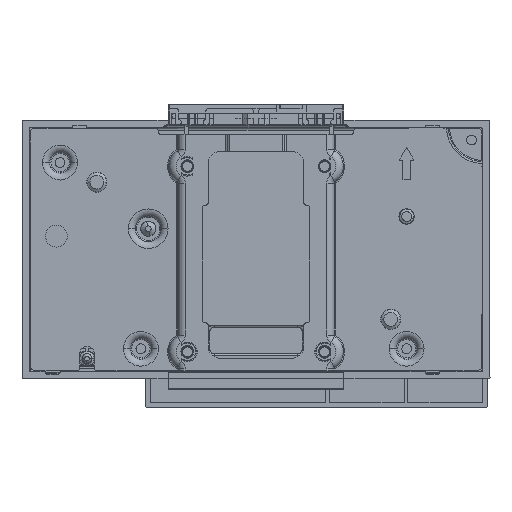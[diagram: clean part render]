
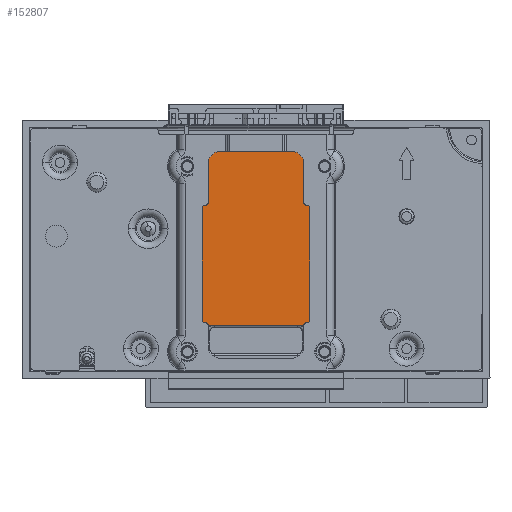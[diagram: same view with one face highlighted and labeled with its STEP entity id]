
A CAD part, front view. The second image highlights one B-rep face of the part: STEP entity #152807.
In plain terms, the highlighted planar face has unit normal (0, -1, 0).
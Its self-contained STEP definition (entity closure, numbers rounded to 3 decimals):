
#56228=DIRECTION('',(1.,0.,0.));
#56229=VECTOR('',#56228,29.);
#56230=CARTESIAN_POINT('',(-14.5,158.708,
140.1));
#56231=LINE('',#56230,#56229);
#56232=CARTESIAN_POINT('',(14.5,158.706,135.1));
#56233=DIRECTION('',(0.,1.,0.));
#56234=DIRECTION('',(0.,0.,1.));
#56235=AXIS2_PLACEMENT_3D('',#56232,#56233,#56234);
#56237=CARTESIAN_POINT('',(20.5,158.705,119.1));
#56238=DIRECTION('',(0.,-1.,0.));
#56239=DIRECTION('',(-1.,0.,0.));
#56240=AXIS2_PLACEMENT_3D('',#56237,#56238,#56239);
#56242=CARTESIAN_POINT('',(21.,158.705,117.1));
#56243=DIRECTION('',(0.,1.,0.));
#56244=DIRECTION('',(0.,0.,1.));
#56245=AXIS2_PLACEMENT_3D('',#56242,#56243,#56244);
#56247=CARTESIAN_POINT('',(21.,158.705,71.1));
#56248=DIRECTION('',(0.,1.,0.));
#56249=DIRECTION('',(1.,0.,0.));
#56250=AXIS2_PLACEMENT_3D('',#56247,#56248,#56249);
#56252=CARTESIAN_POINT('',(20.5,158.705,69.1));
#56253=DIRECTION('',(0.,-1.,0.));
#56254=DIRECTION('',(0.,0.,1.));
#56255=AXIS2_PLACEMENT_3D('',#56252,#56253,#56254);
#56257=CARTESIAN_POINT('',(-20.5,158.709,
69.1));
#56258=DIRECTION('',(0.,-1.,0.));
#56259=DIRECTION('',(0.999,0.,0.053));
#56260=AXIS2_PLACEMENT_3D('',#56257,#56258,#56259);
#56262=CARTESIAN_POINT('',(-21.,158.709,
71.1));
#56263=DIRECTION('',(0.,1.,0.));
#56264=DIRECTION('',(0.,0.,-1.));
#56265=AXIS2_PLACEMENT_3D('',#56262,#56263,#56264);
#56267=CARTESIAN_POINT('',(-21.,158.709,
117.1));
#56268=DIRECTION('',(0.,1.,0.));
#56269=DIRECTION('',(-1.,0.,0.));
#56270=AXIS2_PLACEMENT_3D('',#56267,#56268,#56269);
#56272=CARTESIAN_POINT('',(-20.5,158.709,
119.1));
#56273=DIRECTION('',(0.,-1.,0.));
#56274=DIRECTION('',(0.,0.,-1.));
#56275=AXIS2_PLACEMENT_3D('',#56272,#56273,#56274);
#56277=CARTESIAN_POINT('',(-14.5,158.708,
135.1));
#56278=DIRECTION('',(0.,1.,0.));
#56279=DIRECTION('',(-1.,0.,0.));
#56280=AXIS2_PLACEMENT_3D('',#56277,#56278,#56279);
#56286=DIRECTION('',(0.,0.,1.));
#56287=VECTOR('',#56286,16.);
#56288=CARTESIAN_POINT('',(19.5,158.705,119.1));
#56289=LINE('',#56288,#56287);
#56302=DIRECTION('',(-1.,0.,0.));
#56303=VECTOR('',#56302,0.5);
#56304=CARTESIAN_POINT('',(21.,158.705,118.1));
#56305=LINE('',#56304,#56303);
#56318=DIRECTION('',(0.,0.,1.));
#56319=VECTOR('',#56318,46.);
#56320=CARTESIAN_POINT('',(22.,158.705,71.1));
#56321=LINE('',#56320,#56319);
#56334=DIRECTION('',(1.,0.,0.));
#56335=VECTOR('',#56334,0.5);
#56336=CARTESIAN_POINT('',(20.5,158.705,70.1));
#56337=LINE('',#56336,#56335);
#56416=DIRECTION('',(1.,0.,0.));
#56417=VECTOR('',#56416,39.003);
#56418=CARTESIAN_POINT('',(-19.501,158.709,
69.153));
#56419=LINE('',#56418,#56417);
#74740=DIRECTION('',(1.,0.,0.));
#74741=VECTOR('',#74740,0.5);
#74742=CARTESIAN_POINT('',(-21.,158.709,
70.1));
#74743=LINE('',#74742,#74741);
#74756=DIRECTION('',(0.,0.,-1.));
#74757=VECTOR('',#74756,46.);
#74758=CARTESIAN_POINT('',(-22.,158.709,
117.1));
#74759=LINE('',#74758,#74757);
#74772=DIRECTION('',(-1.,0.,0.));
#74773=VECTOR('',#74772,0.5);
#74774=CARTESIAN_POINT('',(-20.5,158.709,
118.1));
#74775=LINE('',#74774,#74773);
#74788=DIRECTION('',(0.,0.,-1.));
#74789=VECTOR('',#74788,16.);
#74790=CARTESIAN_POINT('',(-19.5,158.709,
135.1));
#74791=LINE('',#74790,#74789);
#121810=CARTESIAN_POINT('',(-14.5,158.708,
140.1));
#121811=CARTESIAN_POINT('',(14.5,158.706,
140.1));
#121812=VERTEX_POINT('',#121810);
#121813=VERTEX_POINT('',#121811);
#121824=CARTESIAN_POINT('',(-19.501,158.709,
69.153));
#121825=CARTESIAN_POINT('',(19.501,158.705,
69.153));
#121826=VERTEX_POINT('',#121824);
#121827=VERTEX_POINT('',#121825);
#121828=CARTESIAN_POINT('',(19.5,158.705,
135.1));
#121829=VERTEX_POINT('',#121828);
#121830=CARTESIAN_POINT('',(19.5,158.705,
119.1));
#121831=VERTEX_POINT('',#121830);
#121832=CARTESIAN_POINT('',(20.5,158.705,
118.1));
#121833=VERTEX_POINT('',#121832);
#121834=CARTESIAN_POINT('',(21.,158.705,
118.1));
#121835=VERTEX_POINT('',#121834);
#121836=CARTESIAN_POINT('',(22.,158.705,
117.1));
#121837=VERTEX_POINT('',#121836);
#121838=CARTESIAN_POINT('',(22.,158.705,
71.1));
#121839=VERTEX_POINT('',#121838);
#121840=CARTESIAN_POINT('',(21.,158.705,
70.1));
#121841=VERTEX_POINT('',#121840);
#121842=CARTESIAN_POINT('',(20.5,158.705,
70.1));
#121843=VERTEX_POINT('',#121842);
#121858=CARTESIAN_POINT('',(-20.5,158.709,
70.1));
#121859=VERTEX_POINT('',#121858);
#126879=CARTESIAN_POINT('',(-21.,158.709,
70.1));
#126880=VERTEX_POINT('',#126879);
#126881=CARTESIAN_POINT('',(-22.,158.709,
71.1));
#126882=VERTEX_POINT('',#126881);
#126883=CARTESIAN_POINT('',(-22.,158.709,
117.1));
#126884=VERTEX_POINT('',#126883);
#126885=CARTESIAN_POINT('',(-21.,158.709,
118.1));
#126886=VERTEX_POINT('',#126885);
#126887=CARTESIAN_POINT('',(-20.5,158.709,
118.1));
#126888=VERTEX_POINT('',#126887);
#126889=CARTESIAN_POINT('',(-19.5,158.709,
119.1));
#126890=VERTEX_POINT('',#126889);
#126891=CARTESIAN_POINT('',(-19.5,158.709,
135.1));
#126892=VERTEX_POINT('',#126891);
#152761=CARTESIAN_POINT('',(0.,158.707,
104.627));
#152762=DIRECTION('',(0.,1.,0.));
#152763=DIRECTION('',(1.,0.,0.));
#152764=AXIS2_PLACEMENT_3D('',#152761,#152762,#152763);
#152765=PLANE('',#152764);
#152766=ORIENTED_EDGE('',*,*,#152737,.T.);
#152768=ORIENTED_EDGE('',*,*,#152767,.T.);
#152770=ORIENTED_EDGE('',*,*,#152769,.F.);
#152772=ORIENTED_EDGE('',*,*,#152771,.T.);
#152774=ORIENTED_EDGE('',*,*,#152773,.F.);
#152776=ORIENTED_EDGE('',*,*,#152775,.T.);
#152778=ORIENTED_EDGE('',*,*,#152777,.F.);
#152780=ORIENTED_EDGE('',*,*,#152779,.T.);
#152782=ORIENTED_EDGE('',*,*,#152781,.F.);
#152784=ORIENTED_EDGE('',*,*,#152783,.T.);
#152786=ORIENTED_EDGE('',*,*,#152785,.F.);
#152788=ORIENTED_EDGE('',*,*,#152787,.T.);
#152790=ORIENTED_EDGE('',*,*,#152789,.F.);
#152792=ORIENTED_EDGE('',*,*,#152791,.T.);
#152794=ORIENTED_EDGE('',*,*,#152793,.F.);
#152796=ORIENTED_EDGE('',*,*,#152795,.T.);
#152798=ORIENTED_EDGE('',*,*,#152797,.F.);
#152800=ORIENTED_EDGE('',*,*,#152799,.T.);
#152802=ORIENTED_EDGE('',*,*,#152801,.F.);
#152804=ORIENTED_EDGE('',*,*,#152803,.T.);
#152805=EDGE_LOOP('',(#152766,#152768,#152770,#152772,#152774,#152776,#152778,
#152780,#152782,#152784,#152786,#152788,#152790,#152792,#152794,#152796,#152798,
#152800,#152802,#152804));
#152806=FACE_OUTER_BOUND('',#152805,.F.);
#56236=CIRCLE('',#56235,5.);
#56241=CIRCLE('',#56240,1.);
#56246=CIRCLE('',#56245,1.);
#56251=CIRCLE('',#56250,1.);
#56256=CIRCLE('',#56255,1.);
#56261=CIRCLE('',#56260,1.);
#56266=CIRCLE('',#56265,1.);
#56271=CIRCLE('',#56270,1.);
#56276=CIRCLE('',#56275,1.);
#56281=CIRCLE('',#56280,5.);
#152737=EDGE_CURVE('',#121812,#121813,#56231,.T.);
#152767=EDGE_CURVE('',#121813,#121829,#56236,.T.);
#152769=EDGE_CURVE('',#121831,#121829,#56289,.T.);
#152771=EDGE_CURVE('',#121831,#121833,#56241,.T.);
#152773=EDGE_CURVE('',#121835,#121833,#56305,.T.);
#152775=EDGE_CURVE('',#121835,#121837,#56246,.T.);
#152777=EDGE_CURVE('',#121839,#121837,#56321,.T.);
#152779=EDGE_CURVE('',#121839,#121841,#56251,.T.);
#152781=EDGE_CURVE('',#121843,#121841,#56337,.T.);
#152783=EDGE_CURVE('',#121843,#121827,#56256,.T.);
#152785=EDGE_CURVE('',#121826,#121827,#56419,.T.);
#152787=EDGE_CURVE('',#121826,#121859,#56261,.T.);
#152789=EDGE_CURVE('',#126880,#121859,#74743,.T.);
#152791=EDGE_CURVE('',#126880,#126882,#56266,.T.);
#152793=EDGE_CURVE('',#126884,#126882,#74759,.T.);
#152795=EDGE_CURVE('',#126884,#126886,#56271,.T.);
#152797=EDGE_CURVE('',#126888,#126886,#74775,.T.);
#152799=EDGE_CURVE('',#126888,#126890,#56276,.T.);
#152801=EDGE_CURVE('',#126892,#126890,#74791,.T.);
#152803=EDGE_CURVE('',#126892,#121812,#56281,.T.);
#152807=ADVANCED_FACE('',(#152806),#152765,.F.);
